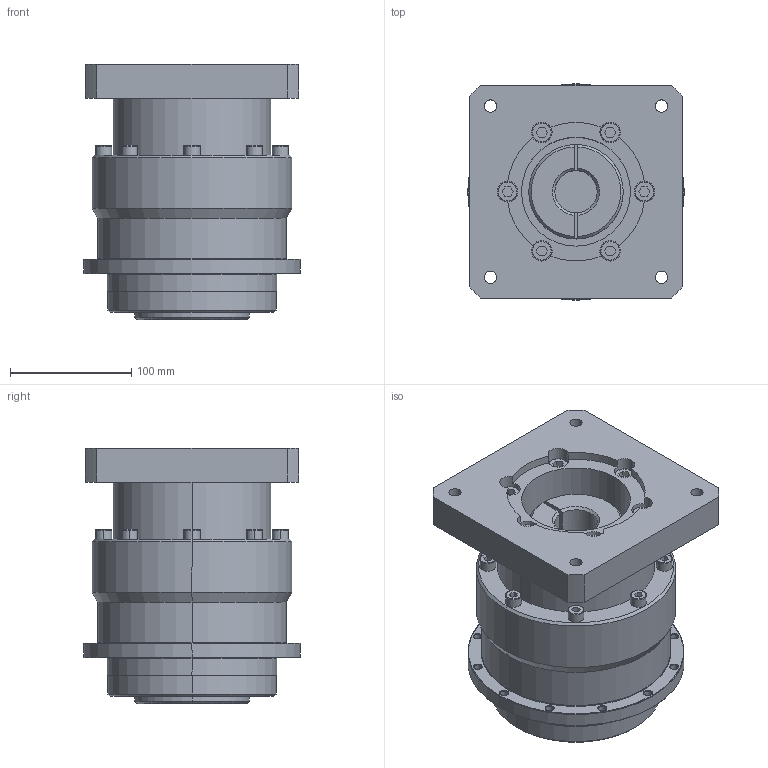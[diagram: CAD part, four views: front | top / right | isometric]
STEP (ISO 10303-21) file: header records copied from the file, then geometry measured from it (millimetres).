
FILE_DESCRIPTION((''),'2;1');
FILE_NAME('00','2022-06-14T17:18:52',('Administrator'),(''),'CREO PARAMETRIC BY PTC INC, 2019010','CREO PARAMETRIC BY PTC INC, 2019010','');
FILE_SCHEMA(('CONFIG_CONTROL_DESIGN'));
Length unit declared in the file: millimetre
Products named in the file (1): 00
Bounding box: 179 x 179 x 211 mm (x, y, z)
Volume: 3663649.1 mm3; surface area: 261131.8 mm2
Topology: 1 solids, 1 shells, 475 faces, 1116 edges, 671 vertices
Faces by surface type: torus 168, plane 143, cylinder 128, cone 36
Entity records: 13662 total; most frequent: DIRECTION 2676, CARTESIAN_POINT 2268, ORIENTED_EDGE 2188, AXIS2_PLACEMENT_3D 1115, EDGE_CURVE 1094, VERTEX_POINT 671, CIRCLE 640, EDGE_LOOP 557
